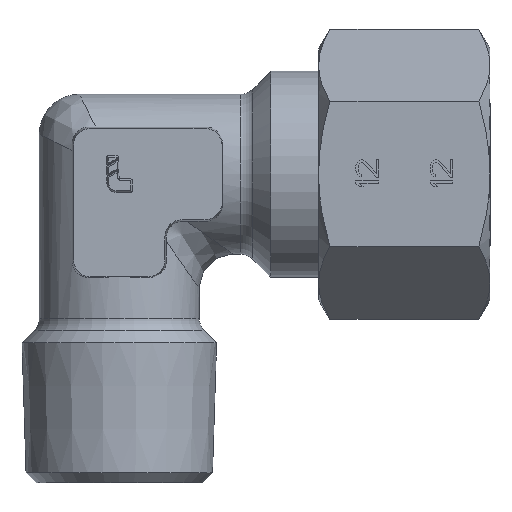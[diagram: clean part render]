
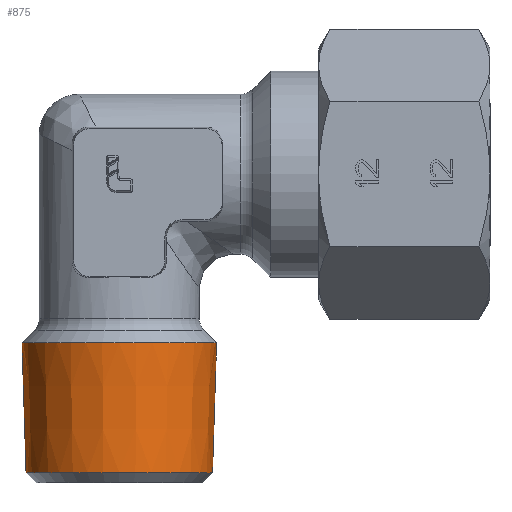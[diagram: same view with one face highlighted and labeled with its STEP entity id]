
A CAD part, top view. The second image highlights one B-rep face of the part: STEP entity #875.
In plain terms, the highlighted conical face has half-angle 1.78 degrees and reference radius 8.336 mm.
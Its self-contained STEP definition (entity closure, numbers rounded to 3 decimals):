
#875=ADVANCED_FACE('',(#1802),#1803,.T.);
#1802=FACE_OUTER_BOUND('',#2929,.T.);
#1803=CONICAL_SURFACE('',#2930,8.336,0.031);
#2929=EDGE_LOOP('',(#5505,#5506,#5507,#5508));
#2930=AXIS2_PLACEMENT_3D('',#5509,#5510,#5511);
#5505=ORIENTED_EDGE('',*,*,#6346,.T.);
#5506=ORIENTED_EDGE('',*,*,#6771,.T.);
#5507=ORIENTED_EDGE('',*,*,#6348,.T.);
#5508=ORIENTED_EDGE('',*,*,#6471,.F.);
#5509=CARTESIAN_POINT('',(0.0,-20.439,0.0));
#5510=DIRECTION('',(-0.0,1.0,-0.0));
#5511=DIRECTION('',(1.0,0.0,0.0));
#6346=EDGE_CURVE('',#7717,#7718,#7719,.T.);
#6348=EDGE_CURVE('',#7722,#7720,#7723,.T.);
#6471=EDGE_CURVE('',#7717,#7720,#7920,.T.);
#6771=EDGE_CURVE('',#7718,#7722,#8349,.T.);
#7717=VERTEX_POINT('',#9743);
#7718=VERTEX_POINT('',#9744);
#7719=LINE('',#9745,#9746);
#7720=VERTEX_POINT('',#9747);
#7722=VERTEX_POINT('',#9749);
#7723=LINE('',#9750,#9751);
#7920=CIRCLE('',#10020,8.16);
#8349=CIRCLE('',#10793,8.512);
#9743=CARTESIAN_POINT('',(8.16,-26.117,0.0));
#9744=CARTESIAN_POINT('',(8.512,-14.762,0.));
#9745=CARTESIAN_POINT('',(8.336,-20.439,0.));
#9746=VECTOR('',#12083,1.0);
#9747=CARTESIAN_POINT('',(-8.16,-26.117,0.));
#9749=CARTESIAN_POINT('',(-8.512,-14.762,0.0));
#9750=CARTESIAN_POINT('',(-8.336,-20.439,0.));
#9751=VECTOR('',#12087,1.0);
#10020=AXIS2_PLACEMENT_3D('',#12241,#12242,#12243);
#10793=AXIS2_PLACEMENT_3D('',#12611,#12612,#12613);
#12083=DIRECTION('',(0.031,1.,0.));
#12087=DIRECTION('',(0.031,-1.,0.));
#12241=CARTESIAN_POINT('',(0.0,-26.117,0.0));
#12242=DIRECTION('',(0.0,-1.0,0.0));
#12243=DIRECTION('',(1.0,0.0,0.0));
#12611=CARTESIAN_POINT('',(0.0,-14.762,0.0));
#12612=DIRECTION('',(0.0,-1.0,0.0));
#12613=DIRECTION('',(1.0,0.0,0.0));
